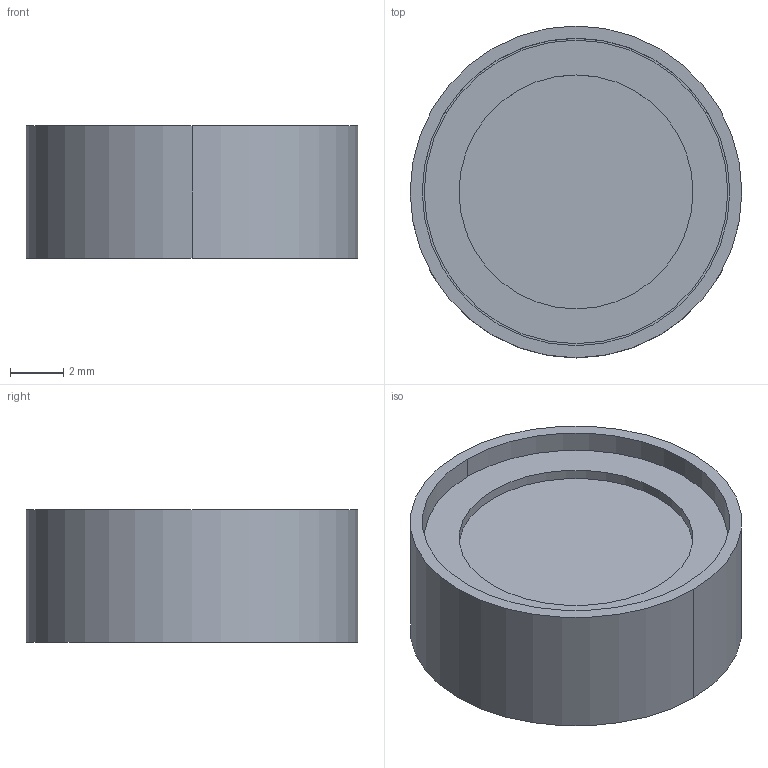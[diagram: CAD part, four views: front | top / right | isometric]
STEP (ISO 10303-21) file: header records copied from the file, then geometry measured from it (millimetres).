
FILE_DESCRIPTION (( 'STEP AP203' ), '1' );
FILE_NAME ('OD4, 12.5mm Dia_65122.step', '2017-06-01T20:42:47', ( '' ), ( '' ), 'SwSTEP 2.0', 'SolidWorks 2016', '' );
FILE_SCHEMA (( 'CONFIG_CONTROL_DESIGN' ));
Length unit declared in the file: millimetre
Products named in the file (5): 839273_839273-11; 839276_839276-11; 83649410; OD4, 12.5mm Dia_65122; 83649110
Assembly tree (4 placements, depth 3):
  OD4, 12.5mm Dia_65122
    839273_839273-11
      83649110
    839276_839276-11
    83649410
Bounding box: 12.5 x 12.5 x 5 mm (x, y, z)
Volume: 476.5 mm3; surface area: 943.5 mm2
Topology: 3 solids, 3 shells, 22 faces, 42 edges, 28 vertices
Faces by surface type: cylinder 14, plane 8
Entity records: 1109 total; most frequent: DIRECTION 130, CARTESIAN_POINT 100, ORIENTED_EDGE 84, AXIS2_PLACEMENT_3D 58, PERSON_AND_ORGANIZATION 44, EDGE_CURVE 42, DATE_AND_TIME 33, LOCAL_TIME 33
